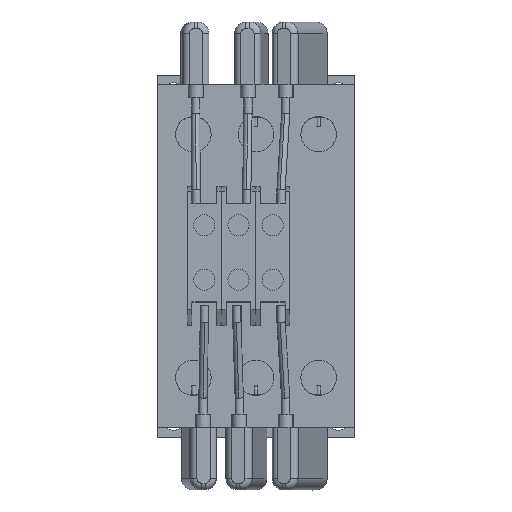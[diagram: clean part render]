
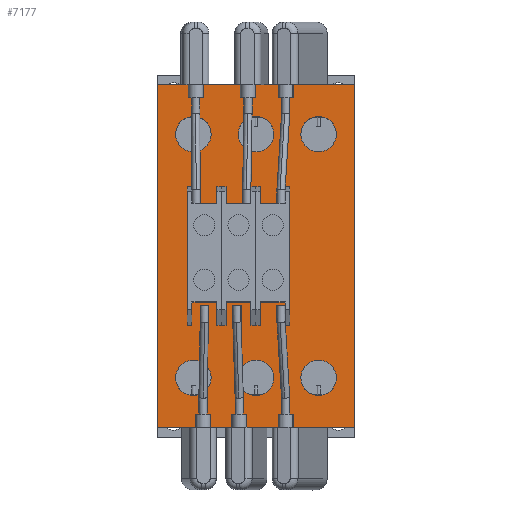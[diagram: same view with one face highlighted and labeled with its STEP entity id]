
A CAD part, top view. The second image highlights one B-rep face of the part: STEP entity #7177.
In plain terms, the highlighted planar face has unit normal (0, 0, 1).
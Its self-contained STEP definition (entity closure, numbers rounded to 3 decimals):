
#136 = AXIS2_PLACEMENT_3D ( 'NONE', #8918, #6352, #6321 ) ;
#174 = EDGE_CURVE ( 'NONE', #1957, #972, #6788, .T. ) ;
#213 = DIRECTION ( 'NONE',  ( 0., -1., 0. ) ) ;
#234 = EDGE_LOOP ( 'NONE', ( #451, #4898, #3175, #1613 ) ) ;
#274 = EDGE_CURVE ( 'NONE', #7361, #5896, #7310, .T. ) ;
#374 = EDGE_CURVE ( 'NONE', #8185, #3949, #3847, .T. ) ;
#412 = AXIS2_PLACEMENT_3D ( 'NONE', #8614, #3867, #6325 ) ;
#451 = ORIENTED_EDGE ( 'NONE', *, *, #5528, .T. ) ;
#459 = EDGE_CURVE ( 'NONE', #8742, #4148, #3313, .T. ) ;
#480 = VECTOR ( 'NONE', #5222, 1000. ) ;
#500 = VERTEX_POINT ( 'NONE', #4198 ) ;
#793 = PLANE ( 'NONE',  #6216 ) ;
#850 = AXIS2_PLACEMENT_3D ( 'NONE', #1084, #5959, #1782 ) ;
#962 = EDGE_CURVE ( 'NONE', #6842, #500, #2565, .T. ) ;
#972 = VERTEX_POINT ( 'NONE', #8548 ) ;
#989 = FACE_BOUND ( 'NONE', #6873, .T. ) ;
#991 = CARTESIAN_POINT ( 'NONE',  ( 10.9, 92., 96. ) ) ;
#1084 = CARTESIAN_POINT ( 'NONE',  ( 10.9, 18., 96. ) ) ;
#1116 = CARTESIAN_POINT ( 'NONE',  ( 0., 107., 96. ) ) ;
#1149 = LINE ( 'NONE', #3510, #8936 ) ;
#1195 = CARTESIAN_POINT ( 'NONE',  ( 43.51, 92., 96. ) ) ;
#1297 = CARTESIAN_POINT ( 'NONE',  ( 0., 3., 96. ) ) ;
#1337 = DIRECTION ( 'NONE',  ( 0., 0., -1. ) ) ;
#1471 = DIRECTION ( 'NONE',  ( 0., 0., -1. ) ) ;
#1479 = DIRECTION ( 'NONE',  ( 1., 0., 0. ) ) ;
#1493 = EDGE_CURVE ( 'NONE', #8032, #7361, #1149, .T. ) ;
#1613 = ORIENTED_EDGE ( 'NONE', *, *, #1493, .F. ) ;
#1623 = ORIENTED_EDGE ( 'NONE', *, *, #4860, .T. ) ;
#1624 = DIRECTION ( 'NONE',  ( 0., 0., -1. ) ) ;
#1636 = VECTOR ( 'NONE', #4034, 1000. ) ;
#1654 = CARTESIAN_POINT ( 'NONE',  ( 54.29, 92., 96. ) ) ;
#1722 = ORIENTED_EDGE ( 'NONE', *, *, #8301, .T. ) ;
#1782 = DIRECTION ( 'NONE',  ( -1., 0., 0. ) ) ;
#1814 = AXIS2_PLACEMENT_3D ( 'NONE', #6316, #6286, #6226 ) ;
#1842 = CIRCLE ( 'NONE', #4411, 5.39 ) ;
#1957 = VERTEX_POINT ( 'NONE', #3095 ) ;
#2097 = VERTEX_POINT ( 'NONE', #1116 ) ;
#2493 = CARTESIAN_POINT ( 'NONE',  ( 16.29, 18., 96. ) ) ;
#2551 = EDGE_CURVE ( 'NONE', #500, #6842, #3706, .T. ) ;
#2565 = CIRCLE ( 'NONE', #136, 5.39 ) ;
#2692 = DIRECTION ( 'NONE',  ( -1., 0., 0. ) ) ;
#2723 = DIRECTION ( 'NONE',  ( 0., 0., -1. ) ) ;
#2724 = EDGE_LOOP ( 'NONE', ( #1722, #1623 ) ) ;
#2751 = CARTESIAN_POINT ( 'NONE',  ( 10.9, 18., 96. ) ) ;
#2853 = FACE_BOUND ( 'NONE', #5162, .T. ) ;
#2944 = CIRCLE ( 'NONE', #7365, 5.39 ) ;
#3095 = CARTESIAN_POINT ( 'NONE',  ( 16.29, 92., 96. ) ) ;
#3098 = AXIS2_PLACEMENT_3D ( 'NONE', #4814, #4784, #4752 ) ;
#3118 = CARTESIAN_POINT ( 'NONE',  ( 5.51, 18., 96. ) ) ;
#3175 = ORIENTED_EDGE ( 'NONE', *, *, #274, .F. ) ;
#3203 = ORIENTED_EDGE ( 'NONE', *, *, #374, .T. ) ;
#3206 = EDGE_CURVE ( 'NONE', #972, #1957, #6545, .T. ) ;
#3285 = LINE ( 'NONE', #4571, #1636 ) ;
#3313 = CIRCLE ( 'NONE', #412, 5.39 ) ;
#3510 = CARTESIAN_POINT ( 'NONE',  ( 59.8, 107., 96. ) ) ;
#3558 = CARTESIAN_POINT ( 'NONE',  ( 48.9, 92., 96. ) ) ;
#3593 = CIRCLE ( 'NONE', #8378, 5.39 ) ;
#3594 = CARTESIAN_POINT ( 'NONE',  ( 48.9, 92., 96. ) ) ;
#3662 = EDGE_CURVE ( 'NONE', #2097, #5896, #3285, .T. ) ;
#3706 = CIRCLE ( 'NONE', #3098, 5.39 ) ;
#3712 = CARTESIAN_POINT ( 'NONE',  ( 24.51, 18., 96. ) ) ;
#3847 = CIRCLE ( 'NONE', #6039, 5.39 ) ;
#3867 = DIRECTION ( 'NONE',  ( 0., 0., -1. ) ) ;
#3949 = VERTEX_POINT ( 'NONE', #1195 ) ;
#4034 = DIRECTION ( 'NONE',  ( 0., -1., 0. ) ) ;
#4040 = CARTESIAN_POINT ( 'NONE',  ( 35.29, 18., 96. ) ) ;
#4148 = VERTEX_POINT ( 'NONE', #4965 ) ;
#4152 = AXIS2_PLACEMENT_3D ( 'NONE', #5457, #4787, #4757 ) ;
#4193 = EDGE_LOOP ( 'NONE', ( #4352, #8732 ) ) ;
#4198 = CARTESIAN_POINT ( 'NONE',  ( 24.51, 92., 96. ) ) ;
#4285 = DIRECTION ( 'NONE',  ( -1., 0., 0. ) ) ;
#4352 = ORIENTED_EDGE ( 'NONE', *, *, #2551, .T. ) ;
#4411 = AXIS2_PLACEMENT_3D ( 'NONE', #5650, #1471, #6351 ) ;
#4428 = ORIENTED_EDGE ( 'NONE', *, *, #7188, .T. ) ;
#4473 = FACE_OUTER_BOUND ( 'NONE', #234, .T. ) ;
#4487 = CARTESIAN_POINT ( 'NONE',  ( 59.8, 3., 96. ) ) ;
#4571 = CARTESIAN_POINT ( 'NONE',  ( 0., 55., 96. ) ) ;
#4698 = ORIENTED_EDGE ( 'NONE', *, *, #3206, .T. ) ;
#4752 = DIRECTION ( 'NONE',  ( -1., 0., 0. ) ) ;
#4757 = DIRECTION ( 'NONE',  ( -1., 0., 0. ) ) ;
#4784 = DIRECTION ( 'NONE',  ( 0., 0., -1. ) ) ;
#4787 = DIRECTION ( 'NONE',  ( 0., 0., -1. ) ) ;
#4814 = CARTESIAN_POINT ( 'NONE',  ( 29.9, 92., 96. ) ) ;
#4860 = EDGE_CURVE ( 'NONE', #4892, #8894, #3593, .T. ) ;
#4892 = VERTEX_POINT ( 'NONE', #2493 ) ;
#4898 = ORIENTED_EDGE ( 'NONE', *, *, #3662, .T. ) ;
#4937 = DIRECTION ( 'NONE',  ( -1., 0., 0. ) ) ;
#4957 = EDGE_LOOP ( 'NONE', ( #8636, #5636 ) ) ;
#4965 = CARTESIAN_POINT ( 'NONE',  ( 43.51, 18., 96. ) ) ;
#5003 = CARTESIAN_POINT ( 'NONE',  ( 54.29, 18., 96. ) ) ;
#5162 = EDGE_LOOP ( 'NONE', ( #4428, #3203 ) ) ;
#5222 = DIRECTION ( 'NONE',  ( -1., 0., 0. ) ) ;
#5311 = VECTOR ( 'NONE', #6452, 1000. ) ;
#5457 = CARTESIAN_POINT ( 'NONE',  ( 10.9, 92., 96. ) ) ;
#5510 = CARTESIAN_POINT ( 'NONE',  ( 29.9, 18., 96. ) ) ;
#5528 = EDGE_CURVE ( 'NONE', #8032, #2097, #5754, .T. ) ;
#5541 = EDGE_CURVE ( 'NONE', #8151, #5740, #7142, .T. ) ;
#5636 = ORIENTED_EDGE ( 'NONE', *, *, #459, .T. ) ;
#5650 = CARTESIAN_POINT ( 'NONE',  ( 48.9, 18., 96. ) ) ;
#5662 = CARTESIAN_POINT ( 'NONE',  ( 59.8, 107., 96. ) ) ;
#5664 = DIRECTION ( 'NONE',  ( 0., 0., 1. ) ) ;
#5735 = CARTESIAN_POINT ( 'NONE',  ( 59.8, 3., 96. ) ) ;
#5740 = VERTEX_POINT ( 'NONE', #4040 ) ;
#5748 = AXIS2_PLACEMENT_3D ( 'NONE', #3594, #8410, #4285 ) ;
#5754 = LINE ( 'NONE', #6751, #5311 ) ;
#5896 = VERTEX_POINT ( 'NONE', #1297 ) ;
#5930 = EDGE_LOOP ( 'NONE', ( #4698, #8227 ) ) ;
#5959 = DIRECTION ( 'NONE',  ( 0., 0., -1. ) ) ;
#5971 = CARTESIAN_POINT ( 'NONE',  ( 35.29, 92., 96. ) ) ;
#6039 = AXIS2_PLACEMENT_3D ( 'NONE', #3558, #6827, #8213 ) ;
#6196 = DIRECTION ( 'NONE',  ( -1., 0., 0. ) ) ;
#6216 = AXIS2_PLACEMENT_3D ( 'NONE', #7014, #5664, #1479 ) ;
#6226 = DIRECTION ( 'NONE',  ( -1., 0., 0. ) ) ;
#6271 = ORIENTED_EDGE ( 'NONE', *, *, #8563, .T. ) ;
#6286 = DIRECTION ( 'NONE',  ( 0., 0., -1. ) ) ;
#6316 = CARTESIAN_POINT ( 'NONE',  ( 29.9, 18., 96. ) ) ;
#6321 = DIRECTION ( 'NONE',  ( -1., 0., 0. ) ) ;
#6325 = DIRECTION ( 'NONE',  ( -1., 0., 0. ) ) ;
#6337 = FACE_BOUND ( 'NONE', #2724, .T. ) ;
#6351 = DIRECTION ( 'NONE',  ( -1., 0., 0. ) ) ;
#6352 = DIRECTION ( 'NONE',  ( 0., 0., -1. ) ) ;
#6452 = DIRECTION ( 'NONE',  ( -1., 0., 0. ) ) ;
#6545 = CIRCLE ( 'NONE', #4152, 5.39 ) ;
#6751 = CARTESIAN_POINT ( 'NONE',  ( 29.9, 107., 96. ) ) ;
#6788 = CIRCLE ( 'NONE', #7746, 5.39 ) ;
#6827 = DIRECTION ( 'NONE',  ( 0., 0., -1. ) ) ;
#6842 = VERTEX_POINT ( 'NONE', #5971 ) ;
#6873 = EDGE_LOOP ( 'NONE', ( #7740, #6271 ) ) ;
#7014 = CARTESIAN_POINT ( 'NONE',  ( 29.9, 55., 96. ) ) ;
#7142 = CIRCLE ( 'NONE', #1814, 5.39 ) ;
#7177 = ADVANCED_FACE ( 'NONE', ( #2853, #8367, #8571, #8160, #989, #6337, #4473 ), #793, .T. ) ;
#7188 = EDGE_CURVE ( 'NONE', #3949, #8185, #7930, .T. ) ;
#7310 = LINE ( 'NONE', #5735, #480 ) ;
#7361 = VERTEX_POINT ( 'NONE', #4487 ) ;
#7365 = AXIS2_PLACEMENT_3D ( 'NONE', #5510, #1337, #6196 ) ;
#7740 = ORIENTED_EDGE ( 'NONE', *, *, #5541, .T. ) ;
#7746 = AXIS2_PLACEMENT_3D ( 'NONE', #991, #1624, #4937 ) ;
#7920 = CIRCLE ( 'NONE', #850, 5.39 ) ;
#7930 = CIRCLE ( 'NONE', #5748, 5.39 ) ;
#8032 = VERTEX_POINT ( 'NONE', #5662 ) ;
#8151 = VERTEX_POINT ( 'NONE', #3712 ) ;
#8160 = FACE_BOUND ( 'NONE', #4957, .T. ) ;
#8185 = VERTEX_POINT ( 'NONE', #1654 ) ;
#8213 = DIRECTION ( 'NONE',  ( -1., 0., 0. ) ) ;
#8227 = ORIENTED_EDGE ( 'NONE', *, *, #174, .T. ) ;
#8301 = EDGE_CURVE ( 'NONE', #8894, #4892, #7920, .T. ) ;
#8367 = FACE_BOUND ( 'NONE', #4193, .T. ) ;
#8378 = AXIS2_PLACEMENT_3D ( 'NONE', #2751, #2723, #2692 ) ;
#8410 = DIRECTION ( 'NONE',  ( 0., 0., -1. ) ) ;
#8548 = CARTESIAN_POINT ( 'NONE',  ( 5.51, 92., 96. ) ) ;
#8563 = EDGE_CURVE ( 'NONE', #5740, #8151, #2944, .T. ) ;
#8571 = FACE_BOUND ( 'NONE', #5930, .T. ) ;
#8614 = CARTESIAN_POINT ( 'NONE',  ( 48.9, 18., 96. ) ) ;
#8636 = ORIENTED_EDGE ( 'NONE', *, *, #8695, .T. ) ;
#8695 = EDGE_CURVE ( 'NONE', #4148, #8742, #1842, .T. ) ;
#8732 = ORIENTED_EDGE ( 'NONE', *, *, #962, .T. ) ;
#8742 = VERTEX_POINT ( 'NONE', #5003 ) ;
#8894 = VERTEX_POINT ( 'NONE', #3118 ) ;
#8918 = CARTESIAN_POINT ( 'NONE',  ( 29.9, 92., 96. ) ) ;
#8936 = VECTOR ( 'NONE', #213, 1000. ) ;
